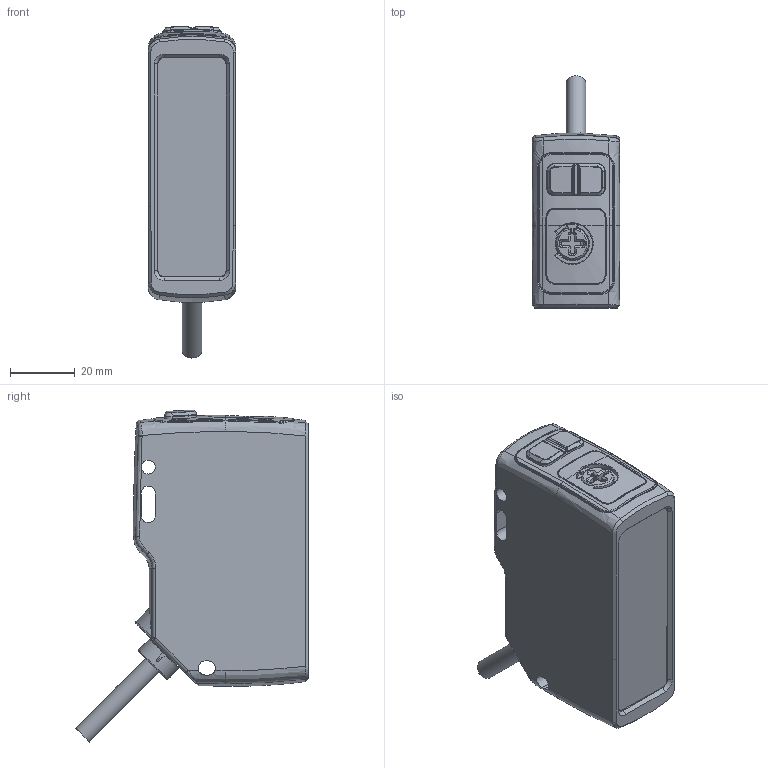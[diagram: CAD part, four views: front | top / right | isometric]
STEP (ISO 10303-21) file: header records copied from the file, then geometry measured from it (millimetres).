
FILE_DESCRIPTION(/* description */ (''),/* implementation_level */ '2;1');
FILE_NAME(/* name */ '出线型带旋钮.stp',/* time_stamp */ '2025-11-06T11:00:09+08:00',/* author */ (''),/* organization */ (''),/* preprocessor_version */ 'ST-DEVELOPER v16',/* originating_system */ 'SIEMENS PLM Software NX 10.0',/* authorisation */ '');
FILE_SCHEMA (('AUTOMOTIVE_DESIGN { 1 0 10303 214 3 1 1 1 }'));
Length unit declared in the file: millimetre
Products named in the file (1): _model9
Bounding box: 27 x 71.74 x 102.42 mm (x, y, z)
Volume: 107215.4 mm3; surface area: 25831.8 mm2
Topology: 7 solids, 11 shells, 612 faces, 1614 edges, 1021 vertices
Faces by surface type: bspline 231, plane 205, cylinder 115, cone 40, torus 16, sphere 5
Full cylindrical faces by diameter (mm): 4.3 x1, 6 x2, 6.5 x1, 6.7 x2, 7.3 x1, 8.4 x1, 9.8 x1, 10 x1, 10.2 x1, 10.9 x1, 11.2 x1, 12.8 x1
Entity records: 39050 total; most frequent: CARTESIAN_POINT 24255, ORIENTED_EDGE 3160, DIRECTION 1697, EDGE_CURVE 1580, VERTEX_POINT 1016, B_SPLINE_CURVE_WITH_KNOTS 760, EDGE_LOOP 654, ADVANCED_FACE 610
